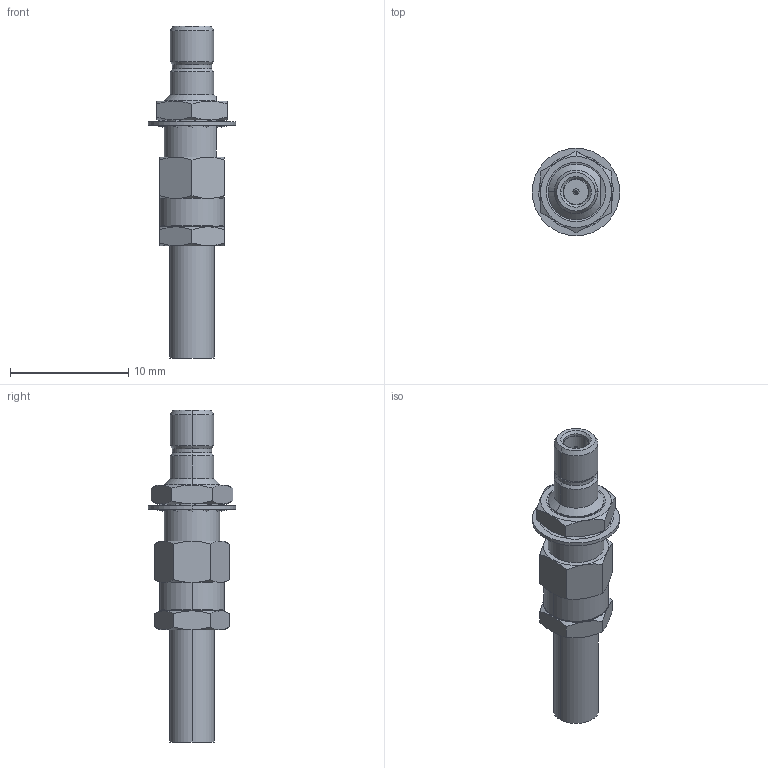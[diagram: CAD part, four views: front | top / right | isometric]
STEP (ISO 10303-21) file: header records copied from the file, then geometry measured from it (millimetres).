
FILE_DESCRIPTION (( 'STEP AP214' ), '1' );
FILE_NAME ('J01160A0101.STEP', '2018-09-20T07:30:40', ( '' ), ( '' ), 'SwSTEP 2.0', 'SolidWorks 2017', '' );
FILE_SCHEMA (( 'AUTOMOTIVE_DESIGN' ));
Length unit declared in the file: millimetre
Products named in the file (1): J01160A0101
Bounding box: 7.4 x 7.4 x 28.1 mm (x, y, z)
Volume: 428.6 mm3; surface area: 665.2 mm2
Topology: 2 solids, 3 shells, 187 faces, 436 edges, 266 vertices
Faces by surface type: plane 61, cone 60, bspline 36, cylinder 30
Entity records: 7977 total; most frequent: CARTESIAN_POINT 1966, ORIENTED_EDGE 872, DIRECTION 713, EDGE_CURVE 436, AXIS2_PLACEMENT_3D 269, VERTEX_POINT 266, EDGE_LOOP 202, UNCERTAINTY_MEASURE_WITH_UNIT 187
